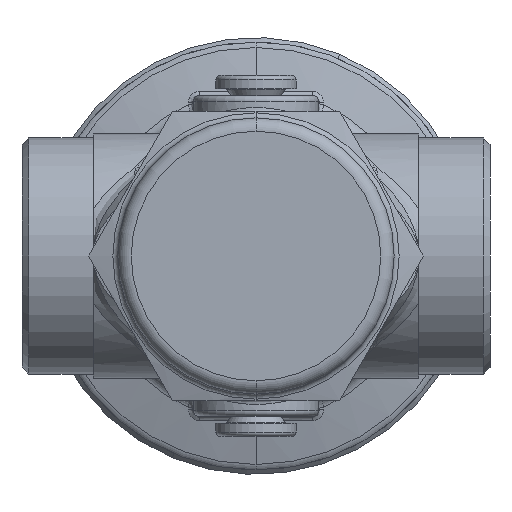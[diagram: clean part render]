
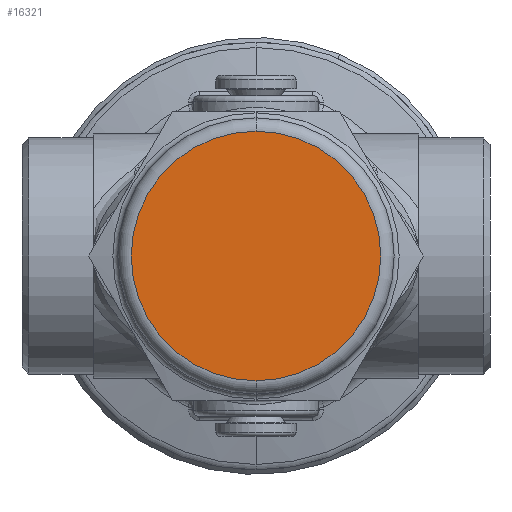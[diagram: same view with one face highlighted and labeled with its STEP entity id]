
A CAD part, front view. The second image highlights one B-rep face of the part: STEP entity #16321.
In plain terms, the highlighted planar face has unit normal (0, -1, 0).
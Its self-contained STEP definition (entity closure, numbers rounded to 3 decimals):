
#623 = CARTESIAN_POINT ( 'NONE',  ( 0., -68., -28. ) ) ;
#911 = DIRECTION ( 'NONE',  ( 0., 1., 0. ) ) ;
#1277 = VERTEX_POINT ( 'NONE', #623 ) ;
#1625 = CARTESIAN_POINT ( 'NONE',  ( 0., -68., 0. ) ) ;
#2522 = CARTESIAN_POINT ( 'NONE',  ( 0., -68., 0. ) ) ;
#2957 = DIRECTION ( 'NONE',  ( 0., 0., -1. ) ) ;
#2970 = CARTESIAN_POINT ( 'NONE',  ( 0., -68., 28. ) ) ;
#3648 = EDGE_CURVE ( 'NONE', #14513, #1277, #14296, .T. ) ;
#3861 = DIRECTION ( 'NONE',  ( 0., 0., -1. ) ) ;
#3960 = AXIS2_PLACEMENT_3D ( 'NONE', #1625, #10850, #2957 ) ;
#6091 = EDGE_CURVE ( 'NONE', #1277, #14513, #13282, .T. ) ;
#6228 = ORIENTED_EDGE ( 'NONE', *, *, #3648, .F. ) ;
#6599 = EDGE_LOOP ( 'NONE', ( #13140, #6228 ) ) ;
#7362 = AXIS2_PLACEMENT_3D ( 'NONE', #8783, #911, #10115 ) ;
#8783 = CARTESIAN_POINT ( 'NONE',  ( 0., -68., 0. ) ) ;
#9425 = AXIS2_PLACEMENT_3D ( 'NONE', #2522, #11792, #3861 ) ;
#10115 = DIRECTION ( 'NONE',  ( 0., 0., -1. ) ) ;
#10850 = DIRECTION ( 'NONE',  ( 0., 1., 0. ) ) ;
#11792 = DIRECTION ( 'NONE',  ( 0., 1., 0. ) ) ;
#13140 = ORIENTED_EDGE ( 'NONE', *, *, #6091, .F. ) ;
#13282 = CIRCLE ( 'NONE', #7362, 28. ) ;
#14296 = CIRCLE ( 'NONE', #9425, 28. ) ;
#14513 = VERTEX_POINT ( 'NONE', #2970 ) ;
#14566 = PLANE ( 'NONE',  #3960 ) ;
#16302 = FACE_OUTER_BOUND ( 'NONE', #6599, .T. ) ;
#16321 = ADVANCED_FACE ( 'NONE', ( #16302 ), #14566, .F. ) ;
